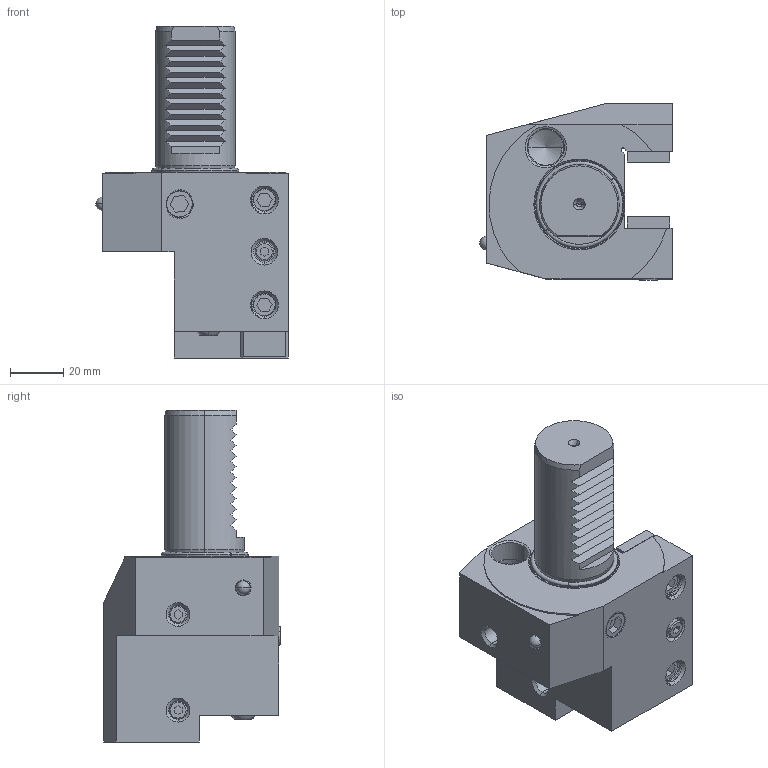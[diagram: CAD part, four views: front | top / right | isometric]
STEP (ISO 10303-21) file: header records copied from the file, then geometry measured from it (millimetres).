
FILE_DESCRIPTION (( 'STEP AP203' ), '1' );
FILE_NAME ('309.41.20.STEP', '2016-11-28T09:21:33', ( '' ), ( '' ), 'SwSTEP 2.0', 'SolidWorks 2012', '' );
FILE_SCHEMA (( 'CONFIG_CONTROL_DESIGN' ));
Products named in the file (14): 309.41.20; 2-441010041A7止水鉚珠; 2-44100006N4出水銅嘴; 16x5.8; 管螺文螺絲; M8尖頭螺絲; 皿頭_M4xP0.7x8L; M4x16; M10平頭螺絲; O型環; M4x20; 69x16x4; 60x16x4.5; VDI30   C1
Assembly tree (15 placements, depth 2):
  309.41.20
    VDI30   C1
    69x16x4
    60x16x4.5
    M4x20
    M4x16
    O型環
    M10平頭螺絲  x2
    皿頭_M4xP0.7x8L
    M8尖頭螺絲  x2
    管螺文螺絲
    16x5.8
    2-44100006N4出水銅嘴
    2-441010041A7止水鉚珠
Bounding box: 72.53 x 66.5 x 125 mm (x, y, z)
Volume: 226511.5 mm3; surface area: 49545.2 mm2
Topology: 27 solids, 27 shells, 861 faces, 2255 edges, 1445 vertices
Faces by surface type: cylinder 433, cone 198, plane 147, bspline 61, torus 18, sphere 4
Entity records: 72236 total; most frequent: CARTESIAN_POINT 53992, ORIENTED_EDGE 4058, DIRECTION 2905, EDGE_CURVE 2029, VERTEX_POINT 1305, AXIS2_PLACEMENT_3D 1062, EDGE_LOOP 822, FACE_OUTER_BOUND 785
